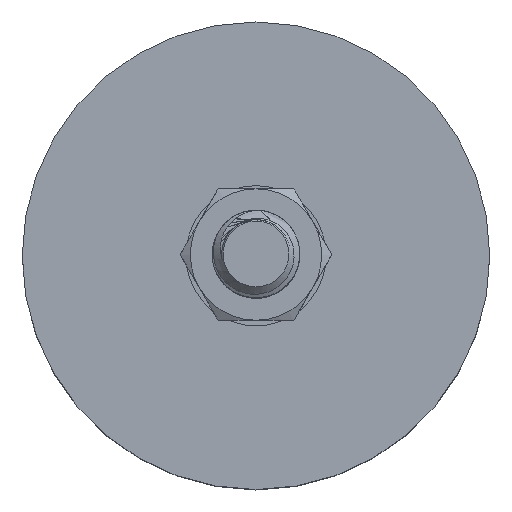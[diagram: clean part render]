
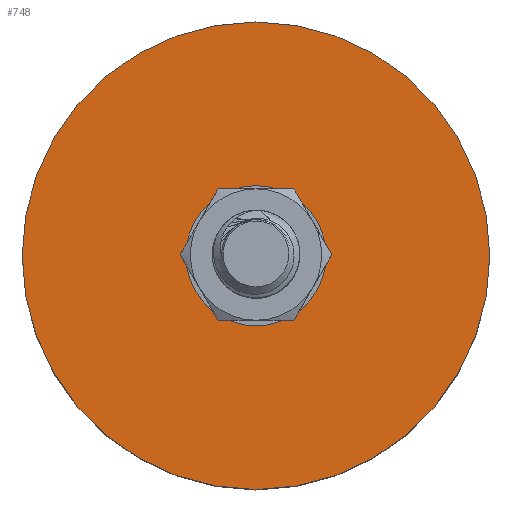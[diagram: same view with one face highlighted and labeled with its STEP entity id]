
A CAD part, top view. The second image highlights one B-rep face of the part: STEP entity #748.
In plain terms, the highlighted planar face has unit normal (0, 0, 1).
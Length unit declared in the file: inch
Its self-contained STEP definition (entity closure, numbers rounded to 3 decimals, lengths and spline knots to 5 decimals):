
#679=CARTESIAN_POINT('',(0.3,0.,0.531));
#680=VERTEX_POINT('',#679);
#681=CARTESIAN_POINT('',(0.,0.,0.531));
#682=DIRECTION('',(0.,0.,-1.));
#683=DIRECTION('',(1.,0.,0.));
#684=AXIS2_PLACEMENT_3D('',#681,#682,#683);
#685=CIRCLE('',#684,0.3);
#686=EDGE_CURVE('',#680,#680,#685,.T.);
#704=CARTESIAN_POINT('',(1.,0.,0.531));
#705=VERTEX_POINT('',#704);
#706=CARTESIAN_POINT('',(0.,0.,0.531));
#707=DIRECTION('',(0.,0.,-1.));
#708=DIRECTION('',(1.,0.,0.));
#709=AXIS2_PLACEMENT_3D('',#706,#707,#708);
#710=CIRCLE('',#709,1.);
#711=EDGE_CURVE('',#705,#705,#710,.T.);
#737=ORIENTED_EDGE('',*,*,#711,.F.);
#738=EDGE_LOOP('',(#737));
#739=FACE_OUTER_BOUND('',#738,.T.);
#740=ORIENTED_EDGE('',*,*,#686,.T.);
#741=EDGE_LOOP('',(#740));
#742=FACE_BOUND('',#741,.T.);
#743=CARTESIAN_POINT('',(-0.38167,0.9243,0.531));
#744=DIRECTION('',(0.,0.,1.));
#745=DIRECTION('',(-1.,0.,0.));
#746=AXIS2_PLACEMENT_3D('',#743,#744,#745);
#747=PLANE('',#746);
#748=ADVANCED_FACE('',(#739,#742),#747,.T.);
